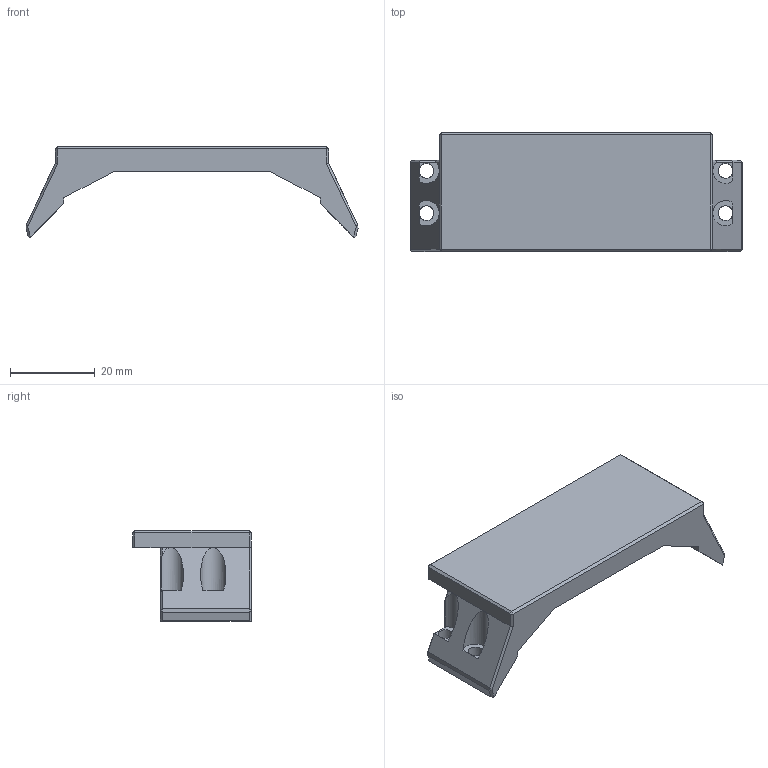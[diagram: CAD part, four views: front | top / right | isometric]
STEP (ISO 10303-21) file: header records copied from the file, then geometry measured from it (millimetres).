
FILE_DESCRIPTION(/* description */ (''),/* implementation_level */ '2;1');
FILE_NAME(/* name */ 'PowerCompartmentDoor.step',/* time_stamp */ '2023-02-27T21:21:34-06:00',/* author */ (''),/* organization */ (''),/* preprocessor_version */ 'ST-DEVELOPER v19.2',/* originating_system */ 'Autodesk Translation Framework v11.17.0.187',/* authorisation */ '');
FILE_SCHEMA (('AUTOMOTIVE_DESIGN { 1 0 10303 214 3 1 1 }'));
Length unit declared in the file: millimetre
Products named in the file (1): PowerCompartmentDoor
Bounding box: 78.16 x 28 x 21.33 mm (x, y, z)
Volume: 6596.2 mm3; surface area: 6876.6 mm2
Topology: 1 solids, 1 shells, 70 faces, 180 edges, 106 vertices
Faces by surface type: plane 62, cylinder 8
Full cylindrical faces by diameter (mm): 3.5 x4
Entity records: 2075 total; most frequent: ORIENTED_EDGE 352, CARTESIAN_POINT 351, DIRECTION 344, EDGE_CURVE 176, LINE 150, VECTOR 150, VERTEX_POINT 104, AXIS2_PLACEMENT_3D 97
